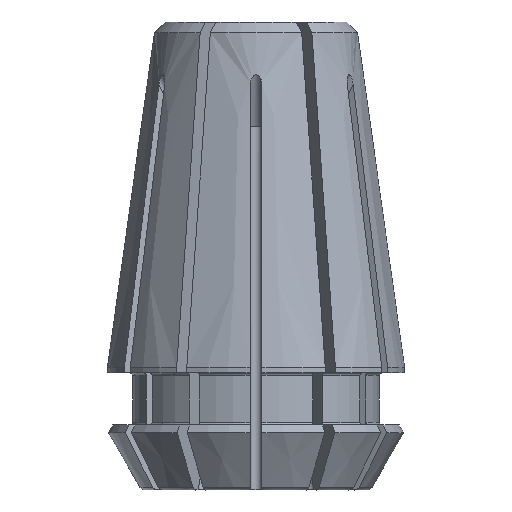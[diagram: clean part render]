
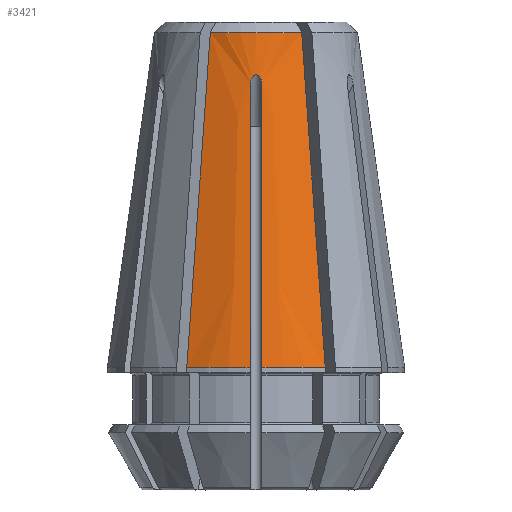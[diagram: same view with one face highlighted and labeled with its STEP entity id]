
A CAD part, front view. The second image highlights one B-rep face of the part: STEP entity #3421.
In plain terms, the highlighted conical face has half-angle 8 degrees and reference radius 5.75 mm.
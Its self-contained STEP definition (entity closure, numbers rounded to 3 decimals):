
#570=CIRCLE('',#3661,5.72);
#571=CIRCLE('',#3662,3.91);
#572=CIRCLE('',#3663,5.72);
#837=ORIENTED_EDGE('',*,*,#1925,.F.);
#838=ORIENTED_EDGE('',*,*,#1926,.T.);
#839=ORIENTED_EDGE('',*,*,#1927,.F.);
#840=ORIENTED_EDGE('',*,*,#1928,.F.);
#841=ORIENTED_EDGE('',*,*,#1929,.F.);
#842=ORIENTED_EDGE('',*,*,#1930,.T.);
#843=ORIENTED_EDGE('',*,*,#1931,.T.);
#844=ORIENTED_EDGE('',*,*,#1932,.F.);
#1925=EDGE_CURVE('',#2453,#2454,#570,.T.);
#1926=EDGE_CURVE('',#2453,#2455,#2796,.T.);
#1927=EDGE_CURVE('',#2456,#2455,#571,.T.);
#1928=EDGE_CURVE('',#2457,#2456,#2797,.T.);
#1929=EDGE_CURVE('',#2458,#2457,#572,.T.);
#1930=EDGE_CURVE('',#2458,#2459,#2798,.F.);
#1931=EDGE_CURVE('',#2459,#2460,#2799,.T.);
#1932=EDGE_CURVE('',#2454,#2460,#2800,.F.);
#2453=VERTEX_POINT('',#5225);
#2454=VERTEX_POINT('',#5226);
#2455=VERTEX_POINT('',#5231);
#2456=VERTEX_POINT('',#5233);
#2457=VERTEX_POINT('',#5238);
#2458=VERTEX_POINT('',#5240);
#2459=VERTEX_POINT('',#5245);
#2460=VERTEX_POINT('',#5253);
#2796=B_SPLINE_CURVE_WITH_KNOTS('',3,(#5227,#5228,#5229,#5230),
 .UNSPECIFIED.,.F.,.F.,(4,4),(0.,0.013),
 .UNSPECIFIED.);
#2797=B_SPLINE_CURVE_WITH_KNOTS('',3,(#5234,#5235,#5236,#5237),
 .UNSPECIFIED.,.F.,.F.,(4,4),(0.,0.013),
 .UNSPECIFIED.);
#2798=B_SPLINE_CURVE_WITH_KNOTS('',3,(#5241,#5242,#5243,#5244),
 .UNSPECIFIED.,.F.,.F.,(4,4),(0.008,0.019),
 .UNSPECIFIED.);
#2799=B_SPLINE_CURVE_WITH_KNOTS('',3,(#5246,#5247,#5248,#5249,#5250,#5251,
#5252),.UNSPECIFIED.,.F.,.F.,(4,1,1,1,4),(0.,0.,0.,
0.001,0.001),.UNSPECIFIED.);
#2800=B_SPLINE_CURVE_WITH_KNOTS('',3,(#5254,#5255,#5256,#5257),
 .UNSPECIFIED.,.F.,.F.,(4,4),(0.008,0.019),
 .UNSPECIFIED.);
#2989=EDGE_LOOP('',(#837,#838,#839,#840,#841,#842,#843,#844));
#3181=FACE_BOUND('',#2989,.T.);
#3350=CONICAL_SURFACE('',#3660,5.75,0.14);
#3421=ADVANCED_FACE('',(#3181),#3350,.T.);
#3660=AXIS2_PLACEMENT_3D('',#5223,#4124,#4125);
#3661=AXIS2_PLACEMENT_3D('',#5224,#4126,#4127);
#3662=AXIS2_PLACEMENT_3D('',#5232,#4128,#4129);
#3663=AXIS2_PLACEMENT_3D('',#5239,#4130,#4131);
#4124=DIRECTION('',(0.,0.,-1.));
#4125=DIRECTION('',(-1.,0.,0.));
#4126=DIRECTION('',(0.,0.,-1.));
#4127=DIRECTION('',(-1.,0.,0.));
#4128=DIRECTION('',(0.,0.,1.));
#4129=DIRECTION('',(1.,0.,0.));
#4130=DIRECTION('',(0.,0.,-1.));
#4131=DIRECTION('',(-1.,0.,0.));
#5223=CARTESIAN_POINT('',(0.,0.,0.));
#5224=CARTESIAN_POINT('',(0.,0.,0.214));
#5225=CARTESIAN_POINT('',(2.663,-5.062,0.214));
#5226=CARTESIAN_POINT('',(0.225,-5.715,0.214));
#5227=CARTESIAN_POINT('',(2.663,-5.062,0.214));
#5228=CARTESIAN_POINT('',(2.361,-4.539,4.506));
#5229=CARTESIAN_POINT('',(2.059,-4.017,8.798));
#5230=CARTESIAN_POINT('',(1.757,-3.493,13.09));
#5231=CARTESIAN_POINT('',(1.757,-3.493,13.09));
#5232=CARTESIAN_POINT('',(0.,0.,13.09));
#5233=CARTESIAN_POINT('',(-1.757,-3.493,13.09));
#5234=CARTESIAN_POINT('',(-2.663,-5.062,0.214));
#5235=CARTESIAN_POINT('',(-2.361,-4.539,4.506));
#5236=CARTESIAN_POINT('',(-2.059,-4.017,8.798));
#5237=CARTESIAN_POINT('',(-1.757,-3.493,13.09));
#5238=CARTESIAN_POINT('',(-2.663,-5.062,0.214));
#5239=CARTESIAN_POINT('',(0.,0.,0.214));
#5240=CARTESIAN_POINT('',(-0.225,-5.715,0.214));
#5241=CARTESIAN_POINT('',(-0.225,-4.184,11.101));
#5242=CARTESIAN_POINT('',(-0.225,-4.695,7.472));
#5243=CARTESIAN_POINT('',(-0.225,-5.205,3.843));
#5244=CARTESIAN_POINT('',(-0.225,-5.715,0.214));
#5245=CARTESIAN_POINT('',(-0.225,-4.184,11.101));
#5246=CARTESIAN_POINT('',(-0.225,-4.184,11.101));
#5247=CARTESIAN_POINT('',(-0.225,-4.173,11.179));
#5248=CARTESIAN_POINT('',(-0.206,-4.153,11.333));
#5249=CARTESIAN_POINT('',(0.,-4.13,11.54));
#5250=CARTESIAN_POINT('',(0.205,-4.153,11.333));
#5251=CARTESIAN_POINT('',(0.225,-4.173,11.179));
#5252=CARTESIAN_POINT('',(0.225,-4.184,11.101));
#5253=CARTESIAN_POINT('',(0.225,-4.184,11.101));
#5254=CARTESIAN_POINT('',(0.225,-4.184,11.101));
#5255=CARTESIAN_POINT('',(0.225,-4.695,7.472));
#5256=CARTESIAN_POINT('',(0.225,-5.205,3.843));
#5257=CARTESIAN_POINT('',(0.225,-5.715,0.214));
